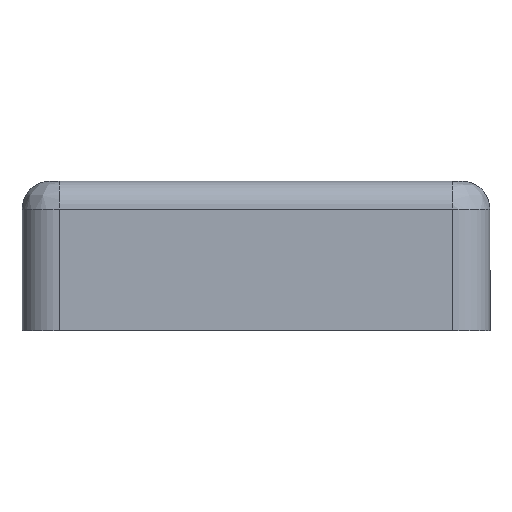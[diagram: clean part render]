
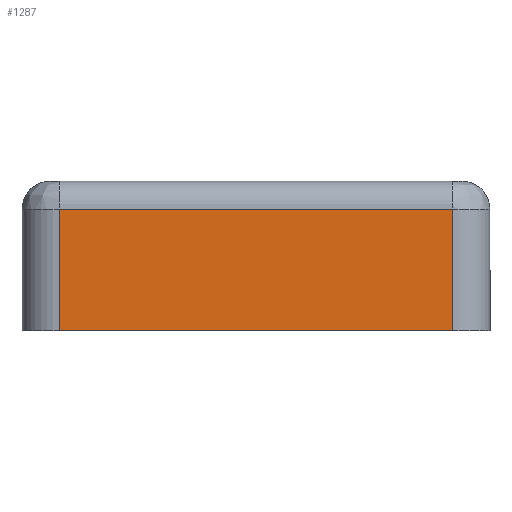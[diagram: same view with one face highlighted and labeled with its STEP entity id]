
A CAD part, left-side view. The second image highlights one B-rep face of the part: STEP entity #1287.
In plain terms, the highlighted planar face has unit normal (-1, 0, 0).
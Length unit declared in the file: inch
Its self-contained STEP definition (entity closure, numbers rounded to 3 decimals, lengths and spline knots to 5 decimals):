
#582 = LINE ( 'NONE', #6265, #2227 ) ;
#859 = VECTOR ( 'NONE', #6119, 39.37008 ) ;
#981 = VECTOR ( 'NONE', #6339, 39.37008 ) ;
#1078 = VERTEX_POINT ( 'NONE', #8660 ) ;
#1287 = ADVANCED_FACE ( 'NONE', ( #1442 ), #8115, .F. ) ;
#1442 = FACE_OUTER_BOUND ( 'NONE', #8057, .T. ) ;
#1529 = DIRECTION ( 'NONE',  ( 0., 0., 1. ) ) ;
#1730 = EDGE_CURVE ( 'NONE', #4998, #2299, #5415, .T. ) ;
#1786 = LINE ( 'NONE', #1986, #7952 ) ;
#1986 = CARTESIAN_POINT ( 'NONE',  ( -1.9685, 0.82677, 0.62992 ) ) ;
#2046 = CARTESIAN_POINT ( 'NONE',  ( -1.9685, -0.82677, 0.51181 ) ) ;
#2085 = EDGE_CURVE ( 'NONE', #6844, #1078, #1786, .T. ) ;
#2227 = VECTOR ( 'NONE', #6220, 39.37008 ) ;
#2299 = VERTEX_POINT ( 'NONE', #3531 ) ;
#2632 = ORIENTED_EDGE ( 'NONE', *, *, #4295, .F. ) ;
#2906 = LINE ( 'NONE', #5914, #859 ) ;
#3358 = CARTESIAN_POINT ( 'NONE',  ( -1.9685, 0.82677, 0. ) ) ;
#3431 = AXIS2_PLACEMENT_3D ( 'NONE', #7965, #7984, #7973 ) ;
#3473 = ORIENTED_EDGE ( 'NONE', *, *, #2085, .F. ) ;
#3531 = CARTESIAN_POINT ( 'NONE',  ( -1.9685, -0.82677, 0. ) ) ;
#4295 = EDGE_CURVE ( 'NONE', #2299, #6844, #582, .T. ) ;
#4998 = VERTEX_POINT ( 'NONE', #2046 ) ;
#5415 = LINE ( 'NONE', #6247, #981 ) ;
#5914 = CARTESIAN_POINT ( 'NONE',  ( -1.9685, -0.98425, 0.51181 ) ) ;
#6119 = DIRECTION ( 'NONE',  ( 0., -1., 0. ) ) ;
#6220 = DIRECTION ( 'NONE',  ( 0., 1., 0. ) ) ;
#6247 = CARTESIAN_POINT ( 'NONE',  ( -1.9685, -0.82677, 0.62992 ) ) ;
#6265 = CARTESIAN_POINT ( 'NONE',  ( -1.9685, 0.98425, 0. ) ) ;
#6339 = DIRECTION ( 'NONE',  ( 0., 0., -1. ) ) ;
#6688 = ORIENTED_EDGE ( 'NONE', *, *, #7231, .F. ) ;
#6844 = VERTEX_POINT ( 'NONE', #3358 ) ;
#7231 = EDGE_CURVE ( 'NONE', #1078, #4998, #2906, .T. ) ;
#7952 = VECTOR ( 'NONE', #1529, 39.37008 ) ;
#7965 = CARTESIAN_POINT ( 'NONE',  ( -1.9685, 0.98425, 0.62992 ) ) ;
#7973 = DIRECTION ( 'NONE',  ( 0., 0., -1. ) ) ;
#7984 = DIRECTION ( 'NONE',  ( 1., 0., 0. ) ) ;
#8057 = EDGE_LOOP ( 'NONE', ( #6688, #3473, #2632, #8311 ) ) ;
#8115 = PLANE ( 'NONE',  #3431 ) ;
#8311 = ORIENTED_EDGE ( 'NONE', *, *, #1730, .F. ) ;
#8660 = CARTESIAN_POINT ( 'NONE',  ( -1.9685, 0.82677, 0.51181 ) ) ;
